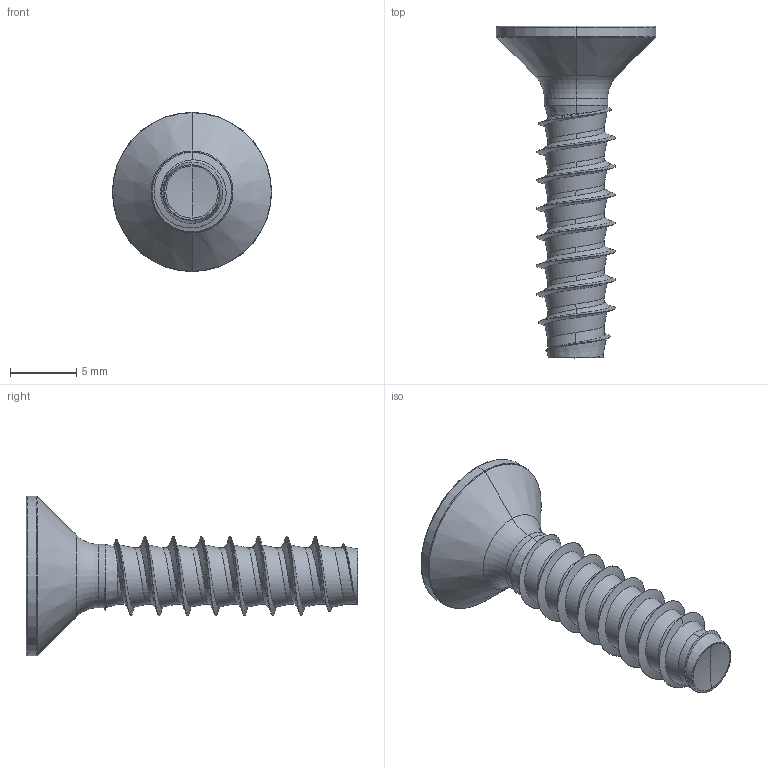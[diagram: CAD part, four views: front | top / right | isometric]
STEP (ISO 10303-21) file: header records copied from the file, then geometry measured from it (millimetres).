
FILE_DESCRIPTION (( 'STEP AP203' ), '1' );
FILE_NAME ('STP430600250.STEP', '2017-08-16T16:06:42', ( '' ), ( '' ), 'SwSTEP 2.0', 'SolidWorks 2015', '' );
FILE_SCHEMA (( 'CONFIG_CONTROL_DESIGN' ));
Length unit declared in the file: millimetre
Products named in the file (1): STP430600250
Bounding box: 12 x 25 x 12 mm (x, y, z)
Volume: 617.1 mm3; surface area: 782.4 mm2
Topology: 1 solids, 1 shells, 108 faces, 262 edges, 158 vertices
Faces by surface type: cylinder 45, bspline 35, cone 13, torus 10, plane 3, sphere 2
Entity records: 22178 total; most frequent: CARTESIAN_POINT 19936, ORIENTED_EDGE 524, DIRECTION 354, EDGE_CURVE 262, VERTEX_POINT 158, AXIS2_PLACEMENT_3D 146, B_SPLINE_CURVE_WITH_KNOTS 110, EDGE_LOOP 110
